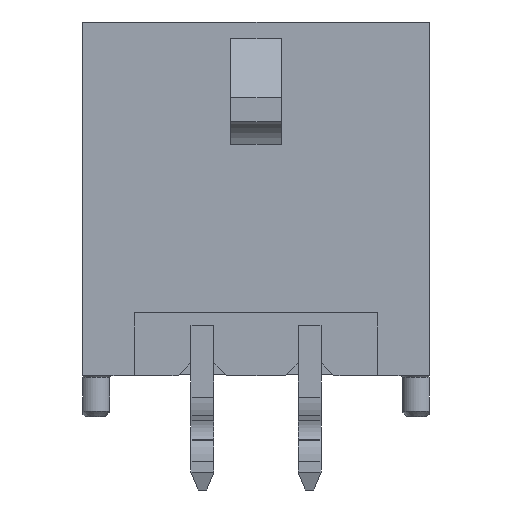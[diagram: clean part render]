
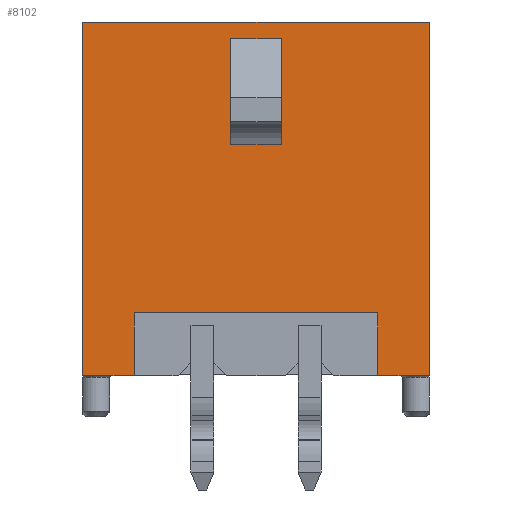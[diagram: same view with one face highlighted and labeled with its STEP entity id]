
A CAD part, front view. The second image highlights one B-rep face of the part: STEP entity #8102.
In plain terms, the highlighted face is planar.
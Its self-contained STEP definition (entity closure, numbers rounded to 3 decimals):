
#928=ORIENTED_EDGE('',*,*,#2222,.F.);
#929=ORIENTED_EDGE('',*,*,#2417,.F.);
#930=ORIENTED_EDGE('',*,*,#2418,.T.);
#931=ORIENTED_EDGE('',*,*,#2419,.T.);
#932=ORIENTED_EDGE('',*,*,#2420,.F.);
#933=ORIENTED_EDGE('',*,*,#2421,.F.);
#934=ORIENTED_EDGE('',*,*,#2217,.F.);
#935=ORIENTED_EDGE('',*,*,#2220,.F.);
#936=ORIENTED_EDGE('',*,*,#2197,.T.);
#937=ORIENTED_EDGE('',*,*,#2204,.T.);
#938=ORIENTED_EDGE('',*,*,#2193,.F.);
#939=ORIENTED_EDGE('',*,*,#2202,.F.);
#2193=EDGE_CURVE('',#2993,#2994,#3580,.T.);
#2197=EDGE_CURVE('',#2997,#2998,#3583,.T.);
#2202=EDGE_CURVE('',#2997,#2993,#3587,.T.);
#2204=EDGE_CURVE('',#2998,#2994,#3589,.T.);
#2217=EDGE_CURVE('',#3009,#3010,#3602,.T.);
#2220=EDGE_CURVE('',#3011,#3009,#3605,.T.);
#2222=EDGE_CURVE('',#3012,#3011,#3607,.T.);
#2417=EDGE_CURVE('',#3145,#3012,#3802,.T.);
#2418=EDGE_CURVE('',#3145,#3146,#3803,.T.);
#2419=EDGE_CURVE('',#3146,#3147,#3804,.T.);
#2420=EDGE_CURVE('',#3148,#3147,#3805,.T.);
#2421=EDGE_CURVE('',#3010,#3148,#3806,.T.);
#2993=VERTEX_POINT('',#10883);
#2994=VERTEX_POINT('',#10884);
#2997=VERTEX_POINT('',#10892);
#2998=VERTEX_POINT('',#10893);
#3009=VERTEX_POINT('',#10929);
#3010=VERTEX_POINT('',#10930);
#3011=VERTEX_POINT('',#10935);
#3012=VERTEX_POINT('',#10939);
#3145=VERTEX_POINT('',#11321);
#3146=VERTEX_POINT('',#11323);
#3147=VERTEX_POINT('',#11325);
#3148=VERTEX_POINT('',#11327);
#3580=LINE('',#10882,#4368);
#3583=LINE('',#10891,#4371);
#3587=LINE('',#10901,#4375);
#3589=LINE('',#10905,#4377);
#3602=LINE('',#10928,#4390);
#3605=LINE('',#10934,#4393);
#3607=LINE('',#10938,#4395);
#3802=LINE('',#11320,#4590);
#3803=LINE('',#11322,#4591);
#3804=LINE('',#11324,#4592);
#3805=LINE('',#11326,#4593);
#3806=LINE('',#11328,#4594);
#4368=VECTOR('',#9146,1000.);
#4371=VECTOR('',#9153,1000.);
#4375=VECTOR('',#9161,1000.);
#4377=VECTOR('',#9167,1000.);
#4390=VECTOR('',#9184,1000.);
#4393=VECTOR('',#9189,1000.);
#4395=VECTOR('',#9193,1000.);
#4590=VECTOR('',#9496,1000.);
#4591=VECTOR('',#9497,1000.);
#4592=VECTOR('',#9498,1000.);
#4593=VECTOR('',#9499,1000.);
#4594=VECTOR('',#9500,1000.);
#5034=EDGE_LOOP('',(#928,#929,#930,#931,#932,#933,#934,#935));
#5035=EDGE_LOOP('',(#936,#937,#938,#939));
#5355=FACE_BOUND('',#5034,.T.);
#5356=FACE_BOUND('',#5035,.T.);
#5653=PLANE('',#8445);
#8102=ADVANCED_FACE('',(#5355,#5356),#5653,.T.);
#8445=AXIS2_PLACEMENT_3D('',#11319,#9494,#9495);
#9146=DIRECTION('',(0.,0.,1.));
#9153=DIRECTION('',(0.,0.,1.));
#9161=DIRECTION('',(0.,-1.,0.));
#9167=DIRECTION('',(0.,-1.,0.));
#9184=DIRECTION('',(0.,0.,-1.));
#9189=DIRECTION('',(0.,1.,0.));
#9193=DIRECTION('',(0.,0.,1.));
#9494=DIRECTION('',(-1.,0.,0.));
#9495=DIRECTION('',(0.,0.,1.));
#9496=DIRECTION('',(0.,1.,0.));
#9497=DIRECTION('',(0.,0.,1.));
#9498=DIRECTION('',(0.,1.,0.));
#9499=DIRECTION('',(0.,0.,1.));
#9500=DIRECTION('',(0.,1.,0.));
#10882=CARTESIAN_POINT('',(-3.43,-0.7,1.53));
#10883=CARTESIAN_POINT('',(-3.43,-0.7,1.53));
#10884=CARTESIAN_POINT('',(-3.43,-0.7,4.485));
#10891=CARTESIAN_POINT('',(-3.43,0.7,1.53));
#10892=CARTESIAN_POINT('',(-3.43,0.7,1.53));
#10893=CARTESIAN_POINT('',(-3.43,0.7,4.485));
#10901=CARTESIAN_POINT('',(-3.43,0.7,1.53));
#10905=CARTESIAN_POINT('',(-3.43,0.7,4.485));
#10928=CARTESIAN_POINT('',(-3.43,3.41,-3.19));
#10929=CARTESIAN_POINT('',(-3.43,3.41,-3.19));
#10930=CARTESIAN_POINT('',(-3.43,3.41,-4.95));
#10934=CARTESIAN_POINT('',(-3.43,-3.41,-3.19));
#10935=CARTESIAN_POINT('',(-3.43,-3.41,-3.19));
#10938=CARTESIAN_POINT('',(-3.43,-3.41,-4.95));
#10939=CARTESIAN_POINT('',(-3.43,-3.41,-4.95));
#11319=CARTESIAN_POINT('',(-3.43,-4.85,-4.95));
#11320=CARTESIAN_POINT('',(-3.43,-4.85,-4.95));
#11321=CARTESIAN_POINT('',(-3.43,-4.85,-4.95));
#11322=CARTESIAN_POINT('',(-3.43,-4.85,-4.95));
#11323=CARTESIAN_POINT('',(-3.43,-4.85,4.95));
#11324=CARTESIAN_POINT('',(-3.43,-4.85,4.95));
#11325=CARTESIAN_POINT('',(-3.43,4.85,4.95));
#11326=CARTESIAN_POINT('',(-3.43,4.85,-4.95));
#11327=CARTESIAN_POINT('',(-3.43,4.85,-4.95));
#11328=CARTESIAN_POINT('',(-3.43,-4.85,-4.95));
